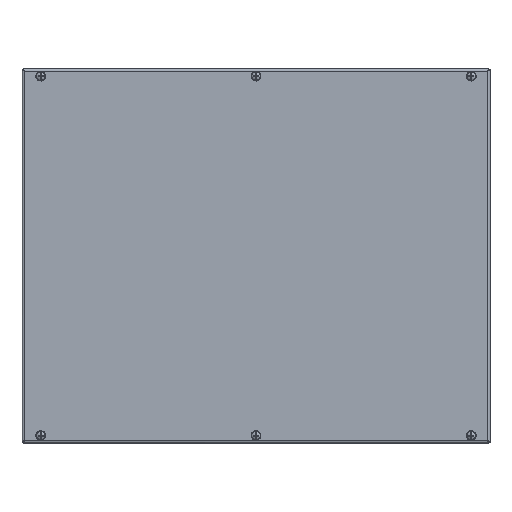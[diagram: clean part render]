
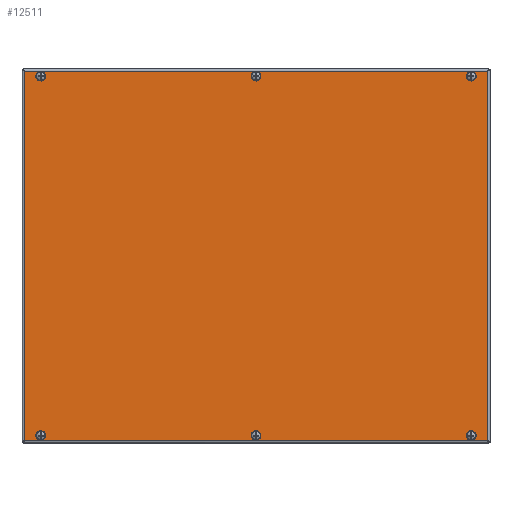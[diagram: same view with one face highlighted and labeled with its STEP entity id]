
A CAD part, top view. The second image highlights one B-rep face of the part: STEP entity #12511.
In plain terms, the highlighted face is planar.
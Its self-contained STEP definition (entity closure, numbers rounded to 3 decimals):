
#12511 = ADVANCED_FACE('',(#12512,#12523,#12534,#12545,#12556,#12567,
    #12578),#12612,.F.);
#12512 = FACE_BOUND('',#12513,.T.);
#12513 = EDGE_LOOP('',(#12514));
#12514 = ORIENTED_EDGE('',*,*,#12515,.F.);
#12515 = EDGE_CURVE('',#12516,#12516,#12518,.T.);
#12516 = VERTEX_POINT('',#12517);
#12517 = CARTESIAN_POINT('',(-4.,-192.,0.));
#12518 = CIRCLE('',#12519,4.);
#12519 = AXIS2_PLACEMENT_3D('',#12520,#12521,#12522);
#12520 = CARTESIAN_POINT('',(0.,-192.,0.));
#12521 = DIRECTION('',(0.,0.,-1.));
#12522 = DIRECTION('',(-1.,0.,0.));
#12523 = FACE_BOUND('',#12524,.T.);
#12524 = EDGE_LOOP('',(#12525));
#12525 = ORIENTED_EDGE('',*,*,#12526,.F.);
#12526 = EDGE_CURVE('',#12527,#12527,#12529,.T.);
#12527 = VERTEX_POINT('',#12528);
#12528 = CARTESIAN_POINT('',(-4.,192.,0.));
#12529 = CIRCLE('',#12530,4.);
#12530 = AXIS2_PLACEMENT_3D('',#12531,#12532,#12533);
#12531 = CARTESIAN_POINT('',(0.,192.,0.));
#12532 = DIRECTION('',(0.,0.,-1.));
#12533 = DIRECTION('',(-1.,0.,0.));
#12534 = FACE_BOUND('',#12535,.T.);
#12535 = EDGE_LOOP('',(#12536));
#12536 = ORIENTED_EDGE('',*,*,#12537,.F.);
#12537 = EDGE_CURVE('',#12538,#12538,#12540,.T.);
#12538 = VERTEX_POINT('',#12539);
#12539 = CARTESIAN_POINT('',(234.,-192.,-0.));
#12540 = CIRCLE('',#12541,4.);
#12541 = AXIS2_PLACEMENT_3D('',#12542,#12543,#12544);
#12542 = CARTESIAN_POINT('',(230.,-192.,-0.));
#12543 = DIRECTION('',(0.,0.,-1.));
#12544 = DIRECTION('',(1.,0.,0.));
#12545 = FACE_BOUND('',#12546,.T.);
#12546 = EDGE_LOOP('',(#12547));
#12547 = ORIENTED_EDGE('',*,*,#12548,.F.);
#12548 = EDGE_CURVE('',#12549,#12549,#12551,.T.);
#12549 = VERTEX_POINT('',#12550);
#12550 = CARTESIAN_POINT('',(-234.,-192.,0.));
#12551 = CIRCLE('',#12552,4.);
#12552 = AXIS2_PLACEMENT_3D('',#12553,#12554,#12555);
#12553 = CARTESIAN_POINT('',(-230.,-192.,0.));
#12554 = DIRECTION('',(0.,0.,-1.));
#12555 = DIRECTION('',(-1.,0.,0.));
#12556 = FACE_BOUND('',#12557,.T.);
#12557 = EDGE_LOOP('',(#12558));
#12558 = ORIENTED_EDGE('',*,*,#12559,.F.);
#12559 = EDGE_CURVE('',#12560,#12560,#12562,.T.);
#12560 = VERTEX_POINT('',#12561);
#12561 = CARTESIAN_POINT('',(-226.,192.,0.));
#12562 = CIRCLE('',#12563,4.);
#12563 = AXIS2_PLACEMENT_3D('',#12564,#12565,#12566);
#12564 = CARTESIAN_POINT('',(-230.,192.,0.));
#12565 = DIRECTION('',(0.,0.,-1.));
#12566 = DIRECTION('',(1.,0.,0.));
#12567 = FACE_BOUND('',#12568,.T.);
#12568 = EDGE_LOOP('',(#12569));
#12569 = ORIENTED_EDGE('',*,*,#12570,.F.);
#12570 = EDGE_CURVE('',#12571,#12571,#12573,.T.);
#12571 = VERTEX_POINT('',#12572);
#12572 = CARTESIAN_POINT('',(226.,192.,0.));
#12573 = CIRCLE('',#12574,4.);
#12574 = AXIS2_PLACEMENT_3D('',#12575,#12576,#12577);
#12575 = CARTESIAN_POINT('',(230.,192.,0.));
#12576 = DIRECTION('',(0.,0.,-1.));
#12577 = DIRECTION('',(-1.,0.,0.));
#12578 = FACE_BOUND('',#12579,.T.);
#12579 = EDGE_LOOP('',(#12580,#12590,#12598,#12606));
#12580 = ORIENTED_EDGE('',*,*,#12581,.T.);
#12581 = EDGE_CURVE('',#12582,#12584,#12586,.T.);
#12582 = VERTEX_POINT('',#12583);
#12583 = CARTESIAN_POINT('',(247.5,-197.5,0.));
#12584 = VERTEX_POINT('',#12585);
#12585 = CARTESIAN_POINT('',(-247.5,-197.5,0.));
#12586 = LINE('',#12587,#12588);
#12587 = CARTESIAN_POINT('',(248.743,-197.5,0.)
  );
#12588 = VECTOR('',#12589,1.);
#12589 = DIRECTION('',(-1.,0.,0.));
#12590 = ORIENTED_EDGE('',*,*,#12591,.T.);
#12591 = EDGE_CURVE('',#12584,#12592,#12594,.T.);
#12592 = VERTEX_POINT('',#12593);
#12593 = CARTESIAN_POINT('',(-247.5,197.5,0.));
#12594 = LINE('',#12595,#12596);
#12595 = CARTESIAN_POINT('',(-247.5,-198.743,0.)
  );
#12596 = VECTOR('',#12597,1.);
#12597 = DIRECTION('',(-0.,1.,-0.));
#12598 = ORIENTED_EDGE('',*,*,#12599,.T.);
#12599 = EDGE_CURVE('',#12592,#12600,#12602,.T.);
#12600 = VERTEX_POINT('',#12601);
#12601 = CARTESIAN_POINT('',(247.5,197.5,0.));
#12602 = LINE('',#12603,#12604);
#12603 = CARTESIAN_POINT('',(-248.743,197.5,0.));
#12604 = VECTOR('',#12605,1.);
#12605 = DIRECTION('',(1.,0.,0.));
#12606 = ORIENTED_EDGE('',*,*,#12607,.T.);
#12607 = EDGE_CURVE('',#12600,#12582,#12608,.T.);
#12608 = LINE('',#12609,#12610);
#12609 = CARTESIAN_POINT('',(247.5,198.743,0.));
#12610 = VECTOR('',#12611,1.);
#12611 = DIRECTION('',(-0.,-1.,0.));
#12612 = PLANE('',#12613);
#12613 = AXIS2_PLACEMENT_3D('',#12614,#12615,#12616);
#12614 = CARTESIAN_POINT('',(-250.,200.,0.));
#12615 = DIRECTION('',(0.,-0.,1.));
#12616 = DIRECTION('',(1.,0.,0.));
